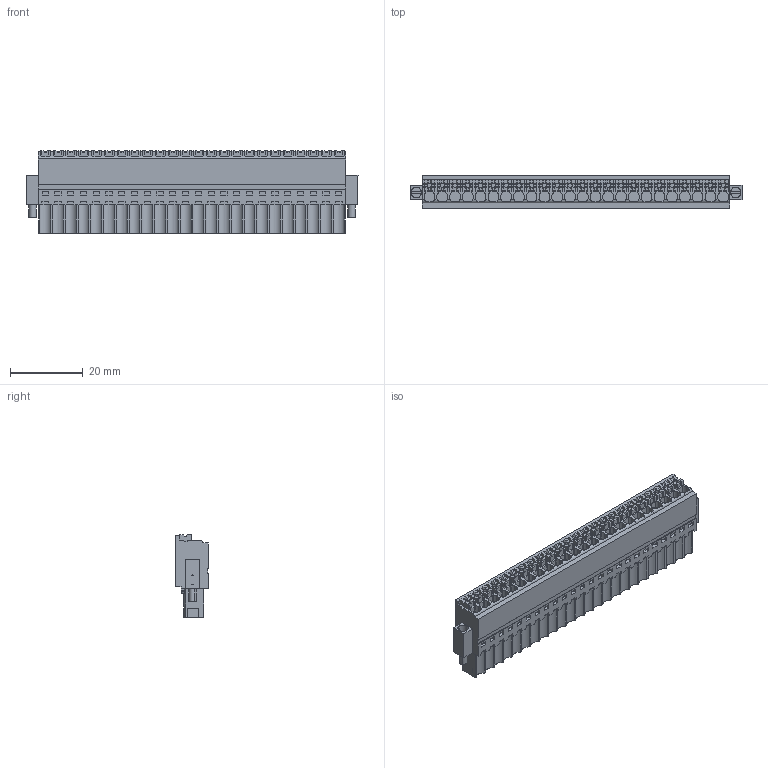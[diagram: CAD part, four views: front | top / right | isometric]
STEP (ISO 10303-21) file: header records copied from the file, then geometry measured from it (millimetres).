
FILE_DESCRIPTION(('CATIA V5R24 STEP','CAx-IF Rec.Pracs.--- Model Styling and Organization---1.2---2011-12-15'),'2;1');
FILE_NAME ('D1462556_0', '2018-01-11T12:15:35+00:00', ('Weidmueller Interface'), ('Weidmueller'), 'CATIA Version 5-6 Release 2014 SP4 HF52', 'CATIA V5 STEP AP214', 'none');
FILE_SCHEMA(('AUTOMOTIVE_DESIGN { 1 0 10303 214 1 1 1 1 }'));
Products named in the file (1): 2459560000
Bounding box: 91 x 9 x 22.7 mm (x, y, z)
Volume: 12425.1 mm3; surface area: 10136.5 mm2
Topology: 27 solids, 27 shells, 2326 faces, 7022 edges, 4804 vertices
Faces by surface type: plane 2065, cylinder 261
Entity records: 76215 total; most frequent: CARTESIAN_POINT 14981, ORIENTED_EDGE 14044, DIRECTION 9364, EDGE_CURVE 7022, VECTOR 5964, LINE 5964, VERTEX_POINT 4804, EDGE_LOOP 2432
